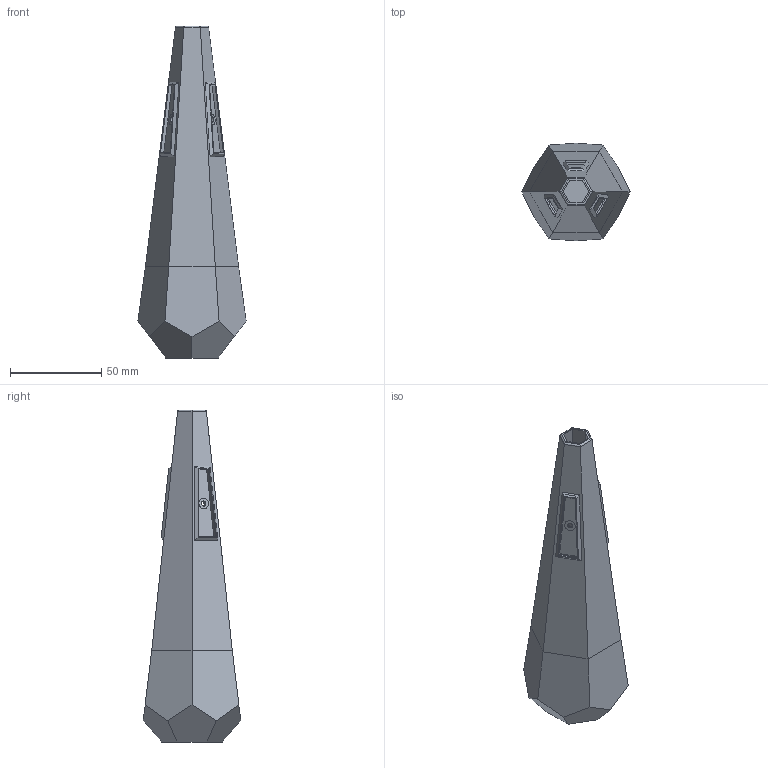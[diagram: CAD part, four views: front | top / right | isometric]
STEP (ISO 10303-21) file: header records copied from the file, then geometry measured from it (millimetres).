
FILE_DESCRIPTION(('FreeCAD Model'),'2;1');
FILE_NAME('Open CASCADE Shape Model','2024-02-09T16:23:24',(''),(''), 'Open CASCADE STEP processor 7.6','FreeCAD','Unknown');
FILE_SCHEMA(('AUTOMOTIVE_DESIGN { 1 0 10303 214 1 1 1 1 }'));
Length unit declared in the file: millimetre
Products named in the file (3): Adjustable Mute; Insert001; Fixed Base
Assembly tree (2 placements, depth 2):
  Adjustable Mute
    Insert001
    Fixed Base
Bounding box: 59.32 x 53.46 x 182 mm (x, y, z)
Volume: 114378.3 mm3; surface area: 38016.6 mm2
Topology: 2 solids, 2 shells, 121 faces, 279 edges, 174 vertices
Faces by surface type: plane 76, bspline 36, cylinder 9
Full cylindrical faces by diameter (mm): 2.81 x6, 6 x3
Entity records: 10597 total; most frequent: CARTESIAN_POINT 5274, DIRECTION 797, LINE 582, VECTOR 582, ORIENTED_EDGE 558, PCURVE 558, DEFINITIONAL_REPRESENTATION 558, EDGE_CURVE 279
